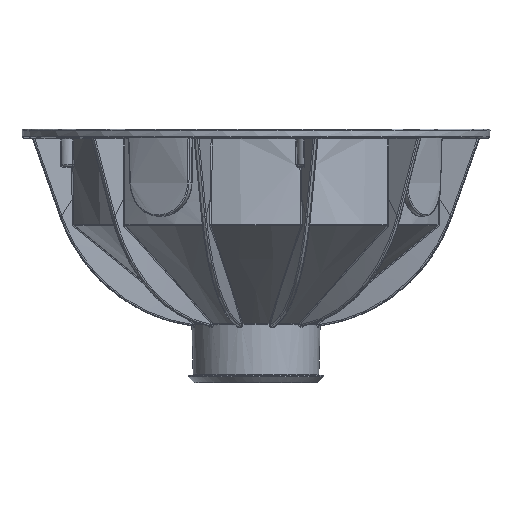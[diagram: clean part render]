
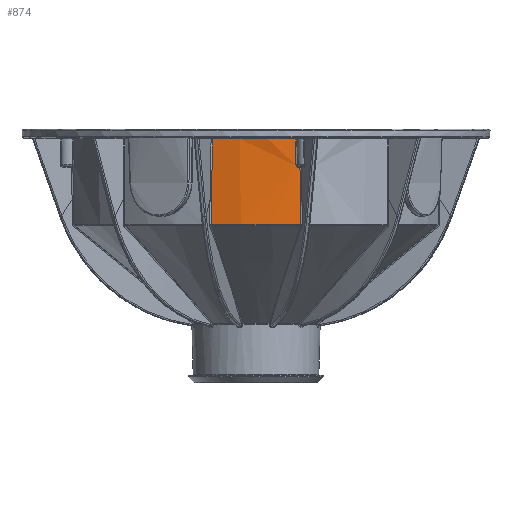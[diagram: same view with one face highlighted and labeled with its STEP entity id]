
A CAD part, front view. The second image highlights one B-rep face of the part: STEP entity #874.
In plain terms, the highlighted free-form (B-spline) face has degree [1, 2] with [2, 9] control points.
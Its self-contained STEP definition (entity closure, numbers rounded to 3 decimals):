
#874=ADVANCED_FACE('',(#1721),#13259,.T.);
#1721=FACE_OUTER_BOUND('',#2589,.T.);
#2589=EDGE_LOOP('',(#6520,#6521,#6522,#6523,#6524,#6525,#6526,#6527,#6528));
#6520=ORIENTED_EDGE('',*,*,#7515,.F.);
#6521=ORIENTED_EDGE('',*,*,#8754,.F.);
#6522=ORIENTED_EDGE('',*,*,#8762,.F.);
#6523=ORIENTED_EDGE('',*,*,#8772,.F.);
#6524=ORIENTED_EDGE('',*,*,#8757,.F.);
#6525=ORIENTED_EDGE('',*,*,#8752,.F.);
#6526=ORIENTED_EDGE('',*,*,#8749,.F.);
#6527=ORIENTED_EDGE('',*,*,#7514,.F.);
#6528=ORIENTED_EDGE('',*,*,#7508,.F.);
#7508=EDGE_CURVE('',#11720,#11721,#9341,.T.);
#7514=EDGE_CURVE('',#11721,#11718,#10518,.T.);
#7515=EDGE_CURVE('',#11722,#11720,#10519,.T.);
#8749=EDGE_CURVE('',#11718,#11858,#11151,.T.);
#8752=EDGE_CURVE('',#11858,#12495,#11154,.T.);
#8754=EDGE_CURVE('',#12497,#11722,#11156,.T.);
#8757=EDGE_CURVE('',#12495,#12498,#11159,.T.);
#8762=EDGE_CURVE('',#12501,#12497,#11164,.T.);
#8772=EDGE_CURVE('',#12498,#12501,#11169,.T.);
#9341=B_SPLINE_CURVE_WITH_KNOTS('',3,(#35759,#35760,#35761,#35762,#35763,
#35764),.UNSPECIFIED.,.F.,.F.,(4,2,4),(-1.,-0.5,0.),
 .UNSPECIFIED.);
#10518=(
BOUNDED_CURVE()
B_SPLINE_CURVE(3,(#35781,#35782,#35783,#35784),.UNSPECIFIED.,.F.,.F.)
B_SPLINE_CURVE_WITH_KNOTS((4,4),(0.,1.),.UNSPECIFIED.)
CURVE()
GEOMETRIC_REPRESENTATION_ITEM()
RATIONAL_B_SPLINE_CURVE((1.,1.,1.,1.))
REPRESENTATION_ITEM('')
);
#10519=(
BOUNDED_CURVE()
B_SPLINE_CURVE(2,(#35785,#35786,#35787),.UNSPECIFIED.,.F.,.F.)
B_SPLINE_CURVE_WITH_KNOTS((3,3),(0.,0.644),.UNSPECIFIED.)
CURVE()
GEOMETRIC_REPRESENTATION_ITEM()
RATIONAL_B_SPLINE_CURVE((1.,1.,1.))
REPRESENTATION_ITEM('')
);
#11151=(
BOUNDED_CURVE()
B_SPLINE_CURVE(2,(#41962,#41963,#41964),.UNSPECIFIED.,.F.,.F.)
B_SPLINE_CURVE_WITH_KNOTS((3,3),(0.,33.885),.UNSPECIFIED.)
CURVE()
GEOMETRIC_REPRESENTATION_ITEM()
RATIONAL_B_SPLINE_CURVE((1.,0.976,1.))
REPRESENTATION_ITEM('')
);
#11154=(
BOUNDED_CURVE()
B_SPLINE_CURVE(3,(#41971,#41972,#41973,#41974),.UNSPECIFIED.,.F.,.F.)
B_SPLINE_CURVE_WITH_KNOTS((4,4),(-24.541,0.),.UNSPECIFIED.)
CURVE()
GEOMETRIC_REPRESENTATION_ITEM()
RATIONAL_B_SPLINE_CURVE((1.,1.,1.,1.))
REPRESENTATION_ITEM('')
);
#11156=(
BOUNDED_CURVE()
B_SPLINE_CURVE(3,(#41979,#41980,#41981,#41982),.UNSPECIFIED.,.F.,.F.)
B_SPLINE_CURVE_WITH_KNOTS((4,4),(-1.,0.),.UNSPECIFIED.)
CURVE()
GEOMETRIC_REPRESENTATION_ITEM()
RATIONAL_B_SPLINE_CURVE((1.,1.,1.,1.))
REPRESENTATION_ITEM('')
);
#11159=(
BOUNDED_CURVE()
B_SPLINE_CURVE(3,(#41990,#41991,#41992,#41993),.UNSPECIFIED.,.F.,.F.)
B_SPLINE_CURVE_WITH_KNOTS((4,4),(-1.,0.),.UNSPECIFIED.)
CURVE()
GEOMETRIC_REPRESENTATION_ITEM()
RATIONAL_B_SPLINE_CURVE((1.,1.,1.,1.))
REPRESENTATION_ITEM('')
);
#11164=(
BOUNDED_CURVE()
B_SPLINE_CURVE(3,(#42008,#42009,#42010,#42011),.UNSPECIFIED.,.F.,.F.)
B_SPLINE_CURVE_WITH_KNOTS((4,4),(0.,1.),.UNSPECIFIED.)
CURVE()
GEOMETRIC_REPRESENTATION_ITEM()
RATIONAL_B_SPLINE_CURVE((1.,1.,1.,1.))
REPRESENTATION_ITEM('')
);
#11169=(
BOUNDED_CURVE()
B_SPLINE_CURVE(2,(#42054,#42055,#42056),.UNSPECIFIED.,.F.,.F.)
B_SPLINE_CURVE_WITH_KNOTS((3,3),(0.,36.871),.UNSPECIFIED.)
CURVE()
GEOMETRIC_REPRESENTATION_ITEM()
RATIONAL_B_SPLINE_CURVE((1.,0.971,1.))
REPRESENTATION_ITEM('')
);
#11718=VERTEX_POINT('',#33578);
#11720=VERTEX_POINT('',#33580);
#11721=VERTEX_POINT('',#33581);
#11722=VERTEX_POINT('',#33582);
#11858=VERTEX_POINT('',#33718);
#12495=VERTEX_POINT('',#34355);
#12497=VERTEX_POINT('',#34357);
#12498=VERTEX_POINT('',#34358);
#12501=VERTEX_POINT('',#34361);
#13259=(
BOUNDED_SURFACE()
B_SPLINE_SURFACE(1,2,((#32807,#32808,#32809,#32810,#32811,#32812,#32813,
#32814,#32815),(#32816,#32817,#32818,#32819,#32820,#32821,#32822,#32823,
#32824)),.UNSPECIFIED.,.F.,.F.,.F.)
B_SPLINE_SURFACE_WITH_KNOTS((2,2),(3,2,2,2,3),(0.,42.953),(0.,
122.528,245.056,367.583,490.111),
 .UNSPECIFIED.)
GEOMETRIC_REPRESENTATION_ITEM()
RATIONAL_B_SPLINE_SURFACE(((1.,0.707,1.,0.707,1.,
0.707,1.,0.707,1.),(1.,0.707,1.,0.707,
1.,0.707,1.,0.707,1.)))
REPRESENTATION_ITEM('')
SURFACE()
);
#32807=CARTESIAN_POINT('',(-38.436,-4.398,20.878));
#32808=CARTESIAN_POINT('',(28.143,-42.837,20.878));
#32809=CARTESIAN_POINT('',(66.583,23.742,20.878));
#32810=CARTESIAN_POINT('',(105.022,90.322,20.878));
#32811=CARTESIAN_POINT('',(38.443,128.761,20.878));
#32812=CARTESIAN_POINT('',(-28.136,167.201,20.878));
#32813=CARTESIAN_POINT('',(-66.576,100.621,20.878));
#32814=CARTESIAN_POINT('',(-105.016,34.042,20.878));
#32815=CARTESIAN_POINT('',(-38.436,-4.398,20.878));
#32816=CARTESIAN_POINT('',(-38.999,-5.371,63.816));
#32817=CARTESIAN_POINT('',(28.555,-44.373,63.816));
#32818=CARTESIAN_POINT('',(67.556,23.18,63.816));
#32819=CARTESIAN_POINT('',(106.558,90.733,63.816));
#32820=CARTESIAN_POINT('',(39.005,129.735,63.816));
#32821=CARTESIAN_POINT('',(-28.548,168.737,63.816));
#32822=CARTESIAN_POINT('',(-67.55,101.184,63.816));
#32823=CARTESIAN_POINT('',(-106.552,33.63,63.816));
#32824=CARTESIAN_POINT('',(-38.999,-5.371,63.816));
#33578=CARTESIAN_POINT('',(15.97,-14.061,59.73));
#33580=CARTESIAN_POINT('',(17.219,-13.48,48.23));
#33581=CARTESIAN_POINT('',(16.224,-13.726,49.204));
#33582=CARTESIAN_POINT('',(17.846,-13.334,48.23));
#33718=CARTESIAN_POINT('',(-17.646,-13.689,59.73));
#34355=CARTESIAN_POINT('',(-18.058,-12.932,35.205));
#34357=CARTESIAN_POINT('',(18.065,-12.932,35.205));
#34358=CARTESIAN_POINT('',(-18.257,-12.608,24.967));
#34361=CARTESIAN_POINT('',(18.263,-12.608,24.967));
#35759=CARTESIAN_POINT('',(17.219,-13.48,48.23));
#35760=CARTESIAN_POINT('',(16.957,-13.539,48.23));
#35761=CARTESIAN_POINT('',(16.709,-13.597,48.333));
#35762=CARTESIAN_POINT('',(16.346,-13.686,48.685));
#35763=CARTESIAN_POINT('',(16.23,-13.717,48.93));
#35764=CARTESIAN_POINT('',(16.224,-13.726,49.204));
#35781=CARTESIAN_POINT('',(16.224,-13.726,49.204));
#35782=CARTESIAN_POINT('',(16.135,-13.838,52.713));
#35783=CARTESIAN_POINT('',(16.051,-13.95,56.221));
#35784=CARTESIAN_POINT('',(15.97,-14.061,59.73));
#35785=CARTESIAN_POINT('',(17.846,-13.334,48.23));
#35786=CARTESIAN_POINT('',(17.533,-13.408,48.23));
#35787=CARTESIAN_POINT('',(17.219,-13.48,48.23));
#41962=CARTESIAN_POINT('',(15.97,-14.061,59.73));
#41963=CARTESIAN_POINT('',(-0.879,-17.59,59.73));
#41964=CARTESIAN_POINT('',(-17.646,-13.689,59.73));
#41971=CARTESIAN_POINT('',(-17.646,-13.689,59.73));
#41972=CARTESIAN_POINT('',(-17.784,-13.437,51.555));
#41973=CARTESIAN_POINT('',(-17.921,-13.185,43.38));
#41974=CARTESIAN_POINT('',(-18.058,-12.932,35.205));
#41979=CARTESIAN_POINT('',(18.065,-12.932,35.205));
#41980=CARTESIAN_POINT('',(17.992,-13.066,39.547));
#41981=CARTESIAN_POINT('',(17.919,-13.2,43.888));
#41982=CARTESIAN_POINT('',(17.846,-13.334,48.23));
#41990=CARTESIAN_POINT('',(-18.058,-12.932,35.205));
#41991=CARTESIAN_POINT('',(-18.116,-12.826,31.792));
#41992=CARTESIAN_POINT('',(-18.182,-12.718,28.38));
#41993=CARTESIAN_POINT('',(-18.257,-12.608,24.967));
#42008=CARTESIAN_POINT('',(18.263,-12.608,24.967));
#42009=CARTESIAN_POINT('',(18.189,-12.718,28.38));
#42010=CARTESIAN_POINT('',(18.122,-12.826,31.792));
#42011=CARTESIAN_POINT('',(18.065,-12.932,35.205));
#42054=CARTESIAN_POINT('',(-18.257,-12.608,24.967));
#42055=CARTESIAN_POINT('',(0.003,-17.066,24.967));
#42056=CARTESIAN_POINT('',(18.263,-12.608,24.967));
